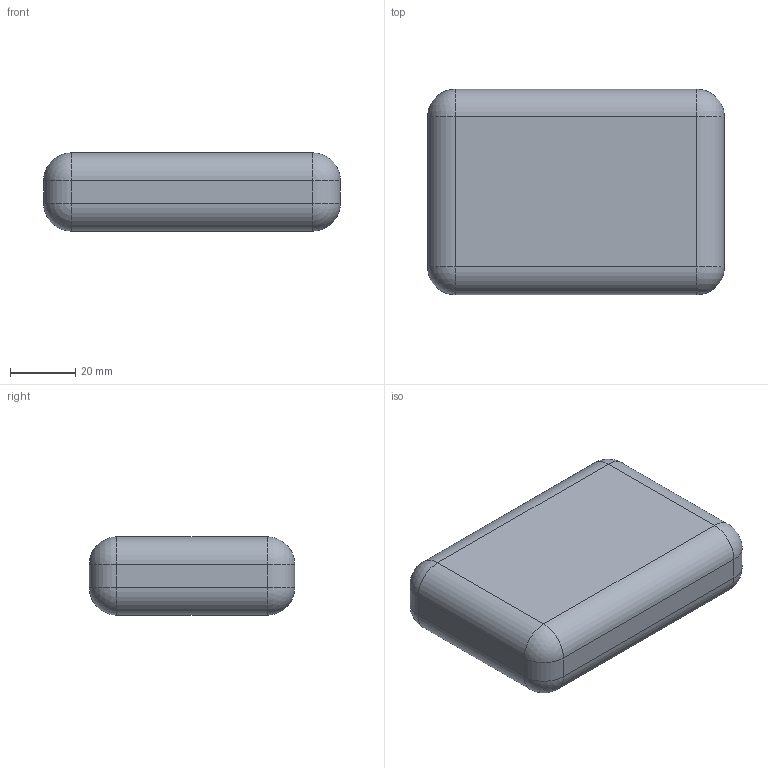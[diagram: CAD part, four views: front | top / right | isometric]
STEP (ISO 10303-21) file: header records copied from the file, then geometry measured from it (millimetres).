
FILE_DESCRIPTION (( 'STEP AP214' ), '1' );
FILE_NAME ('dummy_powerbank.STEP', '2023-01-13T09:11:17', ( '' ), ( '' ), 'SwSTEP 2.0', 'SolidWorks 2022', '' );
FILE_SCHEMA (( 'AUTOMOTIVE_DESIGN' ));
Length unit declared in the file: millimetre
Products named in the file (1): dummy_powerbank
Bounding box: 91 x 63 x 24 mm (x, y, z)
Volume: 126198.9 mm3; surface area: 16682.6 mm2
Topology: 1 solids, 1 shells, 32 faces, 70 edges, 32 vertices
Faces by surface type: plane 12, cylinder 12, sphere 8
Entity records: 820 total; most frequent: DIRECTION 152, CARTESIAN_POINT 127, ORIENTED_EDGE 124, EDGE_CURVE 62, AXIS2_PLACEMENT_3D 57, LINE 38, VECTOR 38, VERTEX_POINT 32
